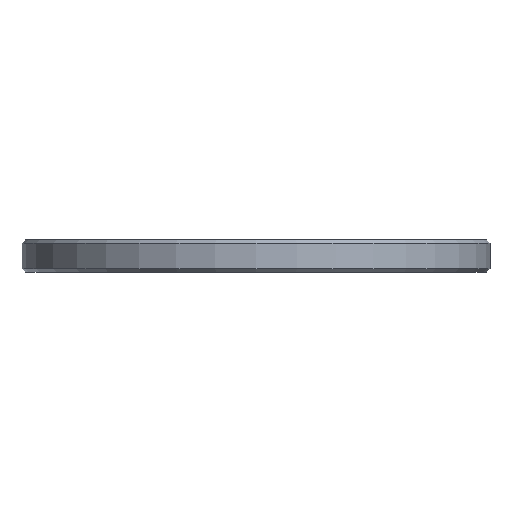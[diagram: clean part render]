
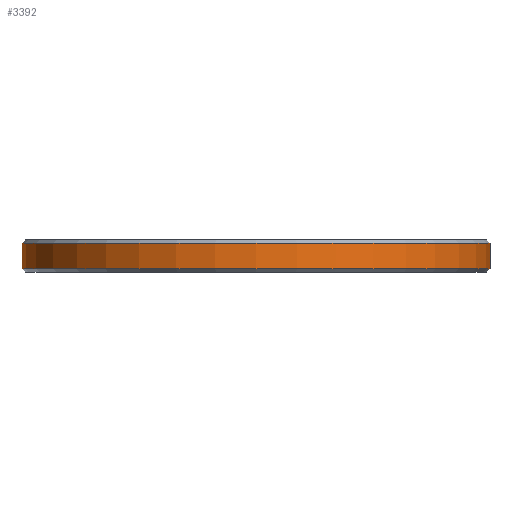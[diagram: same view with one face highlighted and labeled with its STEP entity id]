
A CAD part, front view. The second image highlights one B-rep face of the part: STEP entity #3392.
In plain terms, the highlighted cylindrical face has radius 73 mm (diameter 146 mm), a partial arc.
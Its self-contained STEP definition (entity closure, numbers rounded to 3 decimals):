
#535 = EDGE_CURVE ( 'NONE', #574, #3316, #2352, .T. ) ;
#538 = EDGE_CURVE ( 'NONE', #552, #3309, #2343, .T. ) ;
#552 = VERTEX_POINT ( 'NONE', #2404 ) ;
#574 = VERTEX_POINT ( 'NONE', #2390 ) ;
#2225 = VECTOR ( 'NONE', #2309, 1000. ) ;
#2309 = DIRECTION ( 'NONE',  ( 0., 0., 1. ) ) ;
#2342 = CARTESIAN_POINT ( 'NONE',  ( -73., 0., 7.686 ) ) ;
#2343 = LINE ( 'NONE', #2342, #2225 ) ;
#2345 = DIRECTION ( 'NONE',  ( 0., 0., 1. ) ) ;
#2346 = VECTOR ( 'NONE', #2345, 1000. ) ;
#2347 = CARTESIAN_POINT ( 'NONE',  ( 73., 0., 7.686 ) ) ;
#2352 = LINE ( 'NONE', #2347, #2346 ) ;
#2390 = CARTESIAN_POINT ( 'NONE',  ( 73., 0., -9. ) ) ;
#2404 = CARTESIAN_POINT ( 'NONE',  ( -73., 0., -9. ) ) ;
#3274 = EDGE_CURVE ( 'NONE', #552, #574, #3488, .T. ) ;
#3309 = VERTEX_POINT ( 'NONE', #3697 ) ;
#3316 = VERTEX_POINT ( 'NONE', #3741 ) ;
#3319 = ORIENTED_EDGE ( 'NONE', *, *, #535, .T. ) ;
#3390 = ORIENTED_EDGE ( 'NONE', *, *, #3391, .F. ) ;
#3391 = EDGE_CURVE ( 'NONE', #3309, #3316, #3880, .T. ) ;
#3392 = ADVANCED_FACE ( 'NONE', ( #3853 ), #3981, .T. ) ;
#3421 = ORIENTED_EDGE ( 'NONE', *, *, #538, .F. ) ;
#3423 = EDGE_LOOP ( 'NONE', ( #3421, #3424, #3319, #3390 ) ) ;
#3424 = ORIENTED_EDGE ( 'NONE', *, *, #3274, .T. ) ;
#3486 = CARTESIAN_POINT ( 'NONE',  ( 0., 0., -9. ) ) ;
#3487 = AXIS2_PLACEMENT_3D ( 'NONE', #3486, #3508, #3507 ) ;
#3488 = CIRCLE ( 'NONE', #3487, 73. ) ;
#3507 = DIRECTION ( 'NONE',  ( 1., 0., 0. ) ) ;
#3508 = DIRECTION ( 'NONE',  ( 0., 0., 1. ) ) ;
#3697 = CARTESIAN_POINT ( 'NONE',  ( -73., 0., -1. ) ) ;
#3741 = CARTESIAN_POINT ( 'NONE',  ( 73., 0., -1. ) ) ;
#3853 = FACE_OUTER_BOUND ( 'NONE', #3423, .T. ) ;
#3854 = DIRECTION ( 'NONE',  ( 1., 0., 0. ) ) ;
#3855 = DIRECTION ( 'NONE',  ( 0., 0., 1. ) ) ;
#3858 = AXIS2_PLACEMENT_3D ( 'NONE', #3941, #3855, #3854 ) ;
#3880 = CIRCLE ( 'NONE', #3858, 73. ) ;
#3931 = CARTESIAN_POINT ( 'NONE',  ( 0., 0., 7.686 ) ) ;
#3932 = DIRECTION ( 'NONE',  ( 1., 0., 0. ) ) ;
#3933 = DIRECTION ( 'NONE',  ( 0., 0., 1. ) ) ;
#3941 = CARTESIAN_POINT ( 'NONE',  ( 0., 0., -1. ) ) ;
#3980 = AXIS2_PLACEMENT_3D ( 'NONE', #3931, #3933, #3932 ) ;
#3981 = CYLINDRICAL_SURFACE ( 'NONE', #3980, 73. ) ;
